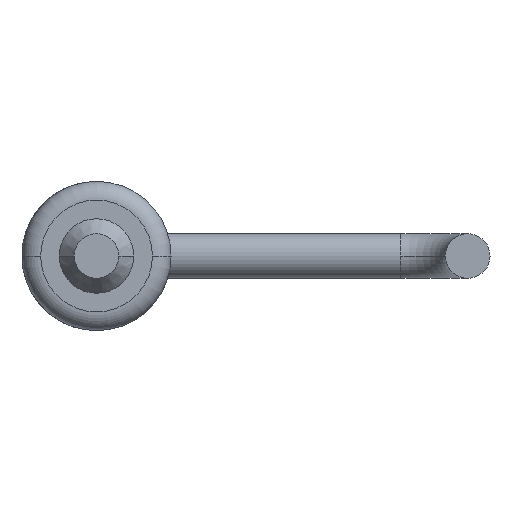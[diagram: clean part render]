
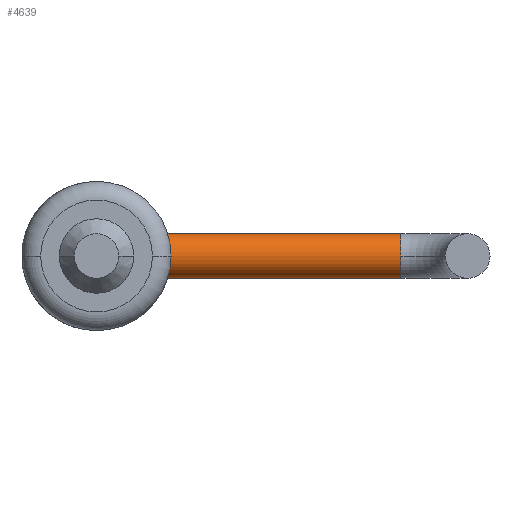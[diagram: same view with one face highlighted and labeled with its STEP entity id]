
A CAD part, front view. The second image highlights one B-rep face of the part: STEP entity #4639.
In plain terms, the highlighted cylindrical face has radius 0.229 mm (diameter 0.458 mm), a partial arc.
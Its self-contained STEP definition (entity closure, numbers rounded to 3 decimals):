
#40 = EDGE_CURVE ( 'NONE', #4336, #593, #2038, .T. ) ;
#197 = VECTOR ( 'NONE', #2721, 1000. ) ;
#209 = DIRECTION ( 'NONE',  ( -1., 0., 0. ) ) ;
#214 = DIRECTION ( 'NONE',  ( 0., 1., 0. ) ) ;
#240 = VERTEX_POINT ( 'NONE', #492 ) ;
#295 = CARTESIAN_POINT ( 'NONE',  ( 0.687, 6.386, 0. ) ) ;
#343 = AXIS2_PLACEMENT_3D ( 'NONE', #3165, #3217, #214 ) ;
#402 = DIRECTION ( 'NONE',  ( 0., 1., 0. ) ) ;
#492 = CARTESIAN_POINT ( 'NONE',  ( 0.687, 6.615, 0.229 ) ) ;
#593 = VERTEX_POINT ( 'NONE', #1789 ) ;
#677 = CARTESIAN_POINT ( 'NONE',  ( 3.123, 6.386, 0. ) ) ;
#713 = EDGE_LOOP ( 'NONE', ( #2994, #1403, #3214, #4356, #2497, #1978 ) ) ;
#997 = EDGE_CURVE ( 'NONE', #1729, #4336, #1687, .T. ) ;
#1053 = CIRCLE ( 'NONE', #4148, 0.229 ) ;
#1209 = EDGE_CURVE ( 'NONE', #3068, #593, #1053, .T. ) ;
#1227 = CARTESIAN_POINT ( 'NONE',  ( 3.123, 6.615, 0.229 ) ) ;
#1258 = CIRCLE ( 'NONE', #4736, 0.229 ) ;
#1377 = CYLINDRICAL_SURFACE ( 'NONE', #3442, 0.229 ) ;
#1403 = ORIENTED_EDGE ( 'NONE', *, *, #997, .F. ) ;
#1560 = DIRECTION ( 'NONE',  ( 0., 1., 0. ) ) ;
#1606 = LINE ( 'NONE', #1227, #197 ) ;
#1687 = CIRCLE ( 'NONE', #4531, 0.229 ) ;
#1705 = DIRECTION ( 'NONE',  ( -1., 0., 0. ) ) ;
#1729 = VERTEX_POINT ( 'NONE', #677 ) ;
#1789 = CARTESIAN_POINT ( 'NONE',  ( 0.687, 6.615, -0.229 ) ) ;
#1978 = ORIENTED_EDGE ( 'NONE', *, *, #1209, .T. ) ;
#2038 = LINE ( 'NONE', #4334, #4566 ) ;
#2086 = CARTESIAN_POINT ( 'NONE',  ( 3.123, 6.615, 0. ) ) ;
#2136 = CARTESIAN_POINT ( 'NONE',  ( 3.123, 6.615, -0.229 ) ) ;
#2404 = FACE_OUTER_BOUND ( 'NONE', #713, .T. ) ;
#2497 = ORIENTED_EDGE ( 'NONE', *, *, #4624, .T. ) ;
#2691 = VERTEX_POINT ( 'NONE', #3465 ) ;
#2721 = DIRECTION ( 'NONE',  ( -1., 0., 0. ) ) ;
#2883 = CARTESIAN_POINT ( 'NONE',  ( 0.687, 6.615, 0. ) ) ;
#2893 = EDGE_CURVE ( 'NONE', #2691, #1729, #1258, .T. ) ;
#2994 = ORIENTED_EDGE ( 'NONE', *, *, #40, .F. ) ;
#3068 = VERTEX_POINT ( 'NONE', #295 ) ;
#3165 = CARTESIAN_POINT ( 'NONE',  ( 0.687, 6.615, 0. ) ) ;
#3214 = ORIENTED_EDGE ( 'NONE', *, *, #2893, .F. ) ;
#3217 = DIRECTION ( 'NONE',  ( 1., 0., 0. ) ) ;
#3361 = DIRECTION ( 'NONE',  ( 1., 0., 0. ) ) ;
#3384 = CARTESIAN_POINT ( 'NONE',  ( 3.123, 6.615, 0. ) ) ;
#3442 = AXIS2_PLACEMENT_3D ( 'NONE', #2086, #1705, #4637 ) ;
#3465 = CARTESIAN_POINT ( 'NONE',  ( 3.123, 6.615, 0.229 ) ) ;
#3631 = DIRECTION ( 'NONE',  ( 0., 1., 0. ) ) ;
#4117 = CARTESIAN_POINT ( 'NONE',  ( 3.123, 6.615, 0. ) ) ;
#4135 = CIRCLE ( 'NONE', #343, 0.229 ) ;
#4148 = AXIS2_PLACEMENT_3D ( 'NONE', #2883, #4325, #3631 ) ;
#4325 = DIRECTION ( 'NONE',  ( 1., 0., 0. ) ) ;
#4334 = CARTESIAN_POINT ( 'NONE',  ( 3.123, 6.615, -0.229 ) ) ;
#4336 = VERTEX_POINT ( 'NONE', #2136 ) ;
#4356 = ORIENTED_EDGE ( 'NONE', *, *, #4588, .T. ) ;
#4531 = AXIS2_PLACEMENT_3D ( 'NONE', #4117, #4556, #1560 ) ;
#4556 = DIRECTION ( 'NONE',  ( 1., 0., 0. ) ) ;
#4566 = VECTOR ( 'NONE', #209, 1000. ) ;
#4588 = EDGE_CURVE ( 'NONE', #2691, #240, #1606, .T. ) ;
#4624 = EDGE_CURVE ( 'NONE', #240, #3068, #4135, .T. ) ;
#4637 = DIRECTION ( 'NONE',  ( 0., 0., 1. ) ) ;
#4639 = ADVANCED_FACE ( 'NONE', ( #2404 ), #1377, .T. ) ;
#4736 = AXIS2_PLACEMENT_3D ( 'NONE', #3384, #3361, #402 ) ;
